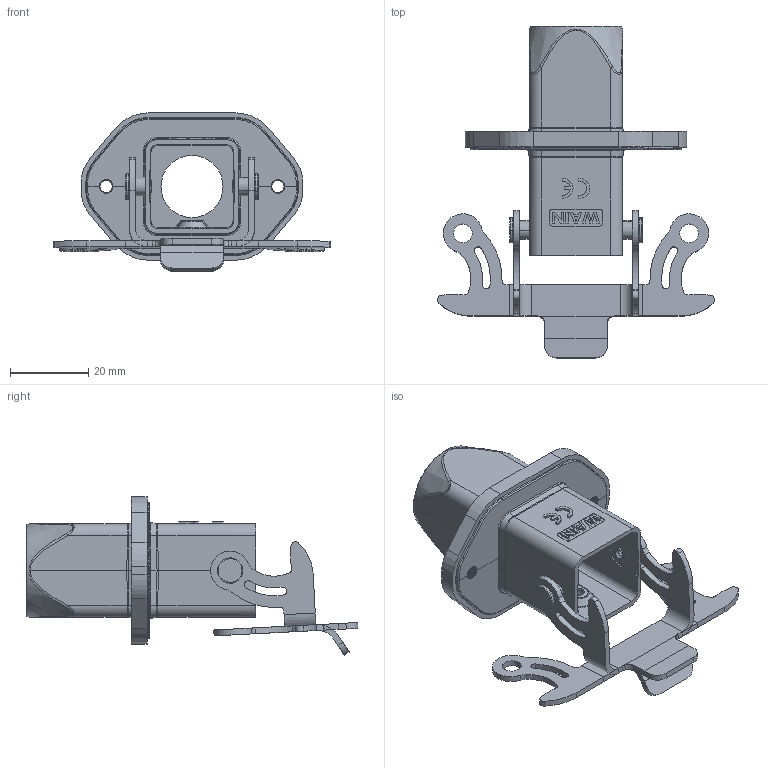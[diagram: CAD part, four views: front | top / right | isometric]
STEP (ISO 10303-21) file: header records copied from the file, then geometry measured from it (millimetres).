
FILE_DESCRIPTION(/* description */ (''),/* implementation_level */ '2;1');
FILE_NAME(/* name */ '1106037241500_01.stp',/* time_stamp */ '2023-05-15T13:52:55+08:00',/* author */ (''),/* organization */ (''),/* preprocessor_version */ 'ST-DEVELOPER v18.1',/* originating_system */ 'SIEMENS PLM Software NX 1980',/* authorisation */ '');
FILE_SCHEMA (('AP203_CONFIGURATION_CONTROLLED_3D_DESIGN_OF_MECHANICAL_PARTS_AND_ASSEMBLIES_MIM_LF { 1 0 10303 403 2 1 2}'));
Length unit declared in the file: millimetre
Products named in the file (6): 2980020020107_01; 9050100000148_01; 2970000005435_01; 2970000005433_01; 2980020020123_02; 1106037241500_01
Assembly tree (6 placements, depth 3):
  1106037241500_01
    2970000005433_01
    2970000005435_01
    2980020020123_02
      2980020020107_01
    9050100000148_01  x2
Bounding box: 71 x 85.04 x 40.61 mm (x, y, z)
Volume: 19325.4 mm3; surface area: 22885.1 mm2
Topology: 7 solids, 7 shells, 543 faces, 1420 edges, 898 vertices
Faces by surface type: cylinder 244, plane 213, bspline 56, cone 19, torus 11
Full cylindrical faces by diameter (mm): 3.05 x2, 3.2 x1, 4.5 x2, 4.8 x6, 6.4 x1, 15.9 x1
Entity records: 25997 total; most frequent: CARTESIAN_POINT 12854, ORIENTED_EDGE 2686, DIRECTION 2528, EDGE_CURVE 1343, AXIS2_PLACEMENT_3D 939, VERTEX_POINT 860, LINE 650, VECTOR 650
